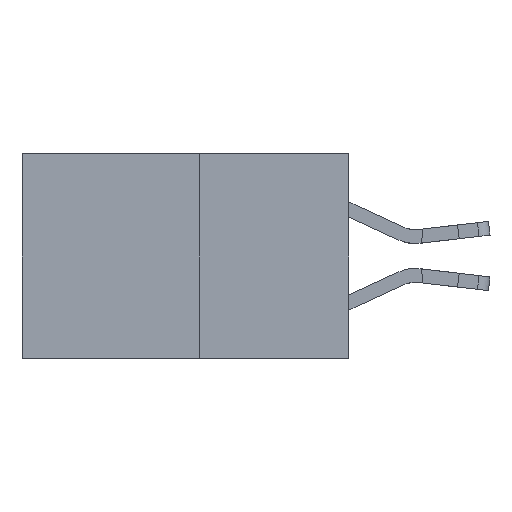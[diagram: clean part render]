
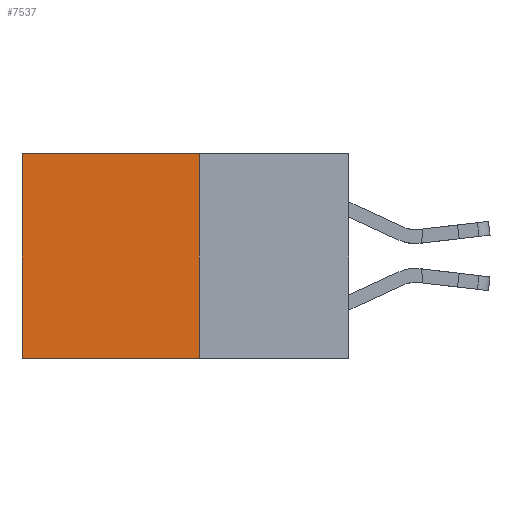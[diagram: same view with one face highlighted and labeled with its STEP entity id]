
A CAD part, left-side view. The second image highlights one B-rep face of the part: STEP entity #7537.
In plain terms, the highlighted planar face has unit normal (-1, 0, 0).
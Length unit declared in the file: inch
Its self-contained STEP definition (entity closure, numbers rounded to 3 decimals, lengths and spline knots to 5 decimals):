
#145 = VERTEX_POINT ( 'NONE', #22041 ) ;
#628 = VECTOR ( 'NONE', #15299, 39.37008 ) ;
#1183 = CARTESIAN_POINT ( 'NONE',  ( 0.277, 0.27, -0.37 ) ) ;
#1477 = VECTOR ( 'NONE', #12437, 39.37008 ) ;
#2857 = VERTEX_POINT ( 'NONE', #12425 ) ;
#4047 = LINE ( 'NONE', #13303, #628 ) ;
#5601 = CARTESIAN_POINT ( 'NONE',  ( 0.277, 0.27, -0.37 ) ) ;
#7211 = DIRECTION ( 'NONE',  ( 1., 0., 0. ) ) ;
#7537 = ADVANCED_FACE ( 'NONE', ( #18792 ), #19138, .F. ) ;
#7629 = DIRECTION ( 'NONE',  ( 0., 0., -1. ) ) ;
#8253 = ORIENTED_EDGE ( 'NONE', *, *, #17995, .F. ) ;
#9368 = ORIENTED_EDGE ( 'NONE', *, *, #14712, .T. ) ;
#10417 = CARTESIAN_POINT ( 'NONE',  ( 0.277, 0.27, -0.37 ) ) ;
#10805 = LINE ( 'NONE', #5601, #20743 ) ;
#10814 = EDGE_LOOP ( 'NONE', ( #25761, #15123, #8253, #9368 ) ) ;
#10988 = EDGE_CURVE ( 'NONE', #2857, #145, #17395, .T. ) ;
#11644 = CARTESIAN_POINT ( 'NONE',  ( 0.277, 0.59, 0. ) ) ;
#12425 = CARTESIAN_POINT ( 'NONE',  ( 0.277, 0.27, -0.37 ) ) ;
#12437 = DIRECTION ( 'NONE',  ( 0., 1., 0. ) ) ;
#12870 = CARTESIAN_POINT ( 'NONE',  ( 0.277, 0.27, 0. ) ) ;
#13303 = CARTESIAN_POINT ( 'NONE',  ( 0.277, 0.59, -0.37 ) ) ;
#14397 = VECTOR ( 'NONE', #24265, 39.37008 ) ;
#14712 = EDGE_CURVE ( 'NONE', #14890, #23262, #15627, .T. ) ;
#14890 = VERTEX_POINT ( 'NONE', #12870 ) ;
#15123 = ORIENTED_EDGE ( 'NONE', *, *, #10988, .F. ) ;
#15299 = DIRECTION ( 'NONE',  ( 0., 0., -1. ) ) ;
#15627 = LINE ( 'NONE', #22258, #14397 ) ;
#17395 = LINE ( 'NONE', #10417, #1477 ) ;
#17995 = EDGE_CURVE ( 'NONE', #14890, #2857, #10805, .T. ) ;
#18792 = FACE_OUTER_BOUND ( 'NONE', #10814, .T. ) ;
#19138 = PLANE ( 'NONE',  #19957 ) ;
#19957 = AXIS2_PLACEMENT_3D ( 'NONE', #1183, #7211, #21157 ) ;
#20569 = EDGE_CURVE ( 'NONE', #23262, #145, #4047, .T. ) ;
#20743 = VECTOR ( 'NONE', #7629, 39.37008 ) ;
#21157 = DIRECTION ( 'NONE',  ( 0., 0., -1. ) ) ;
#22041 = CARTESIAN_POINT ( 'NONE',  ( 0.277, 0.59, -0.37 ) ) ;
#22258 = CARTESIAN_POINT ( 'NONE',  ( 0.277, 0.27, 0. ) ) ;
#23262 = VERTEX_POINT ( 'NONE', #11644 ) ;
#24265 = DIRECTION ( 'NONE',  ( 0., 1., 0. ) ) ;
#25761 = ORIENTED_EDGE ( 'NONE', *, *, #20569, .T. ) ;
